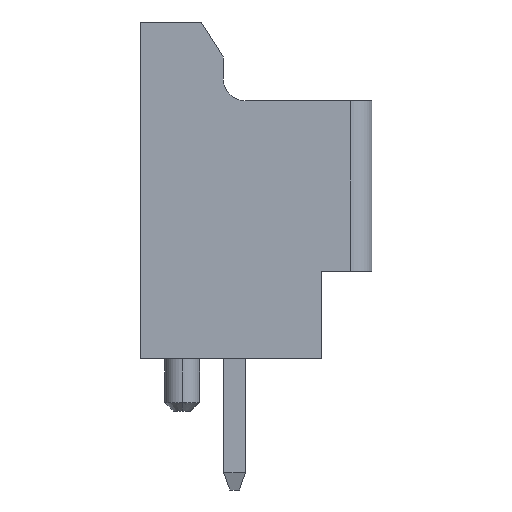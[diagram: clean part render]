
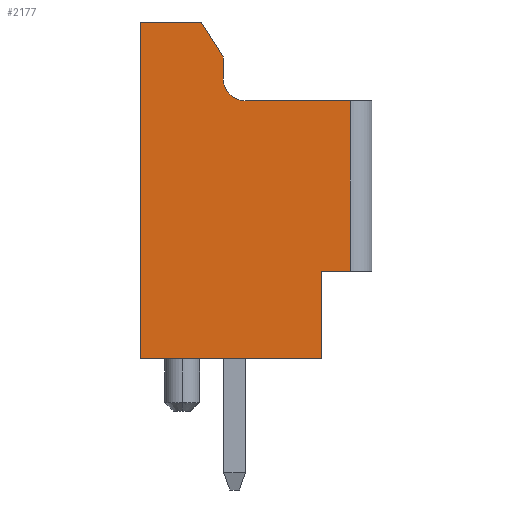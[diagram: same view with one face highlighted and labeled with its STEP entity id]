
A CAD part, left-side view. The second image highlights one B-rep face of the part: STEP entity #2177.
In plain terms, the highlighted planar face has unit normal (-1, 0, 0).
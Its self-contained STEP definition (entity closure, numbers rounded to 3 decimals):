
#620 = ORIENTED_EDGE ( 'NONE', *, *, #3663, .F. ) ;
#626 = PLANE ( 'NONE',  #838 ) ;
#838 = AXIS2_PLACEMENT_3D ( 'NONE', #2842, #9662, #1272 ) ;
#1128 = VERTEX_POINT ( 'NONE', #7925 ) ;
#1272 = DIRECTION ( 'NONE',  ( 0., 0., 1. ) ) ;
#1360 = LINE ( 'NONE', #9537, #21090 ) ;
#1435 = DIRECTION ( 'NONE',  ( 0., -1., 0. ) ) ;
#1668 = CARTESIAN_POINT ( 'NONE',  ( -7., -2.15, 5.9 ) ) ;
#1787 = ORIENTED_EDGE ( 'NONE', *, *, #12171, .F. ) ;
#2119 = LINE ( 'NONE', #8752, #19382 ) ;
#2177 = ADVANCED_FACE ( 'NONE', ( #2195 ), #626, .F. ) ;
#2195 = FACE_OUTER_BOUND ( 'NONE', #20784, .T. ) ;
#2842 = CARTESIAN_POINT ( 'NONE',  ( -7., -2.65, 7.7 ) ) ;
#2901 = VECTOR ( 'NONE', #15099, 1000. ) ;
#3006 = CARTESIAN_POINT ( 'NONE',  ( -7., 0.75, 6.4 ) ) ;
#3585 = AXIS2_PLACEMENT_3D ( 'NONE', #3714, #12210, #8909 ) ;
#3611 = EDGE_CURVE ( 'NONE', #18816, #9042, #16855, .T. ) ;
#3663 = EDGE_CURVE ( 'NONE', #19047, #13082, #11994, .T. ) ;
#3714 = CARTESIAN_POINT ( 'NONE',  ( -7., 0.25, 6.4 ) ) ;
#4295 = CARTESIAN_POINT ( 'NONE',  ( -7., 2.65, 0. ) ) ;
#4431 = ORIENTED_EDGE ( 'NONE', *, *, #6922, .F. ) ;
#5273 = VECTOR ( 'NONE', #1435, 1000. ) ;
#5343 = ORIENTED_EDGE ( 'NONE', *, *, #20631, .T. ) ;
#5375 = VERTEX_POINT ( 'NONE', #8258 ) ;
#5398 = ORIENTED_EDGE ( 'NONE', *, *, #3611, .T. ) ;
#5536 = VECTOR ( 'NONE', #19216, 1000. ) ;
#6624 = EDGE_CURVE ( 'NONE', #18816, #1128, #20042, .T. ) ;
#6715 = CARTESIAN_POINT ( 'NONE',  ( -7., -1.49, 0. ) ) ;
#6922 = EDGE_CURVE ( 'NONE', #16209, #12667, #16569, .T. ) ;
#7700 = ORIENTED_EDGE ( 'NONE', *, *, #9298, .T. ) ;
#7788 = DIRECTION ( 'NONE',  ( 0., -1., 0. ) ) ;
#7925 = CARTESIAN_POINT ( 'NONE',  ( -7., 1.25, 7.7 ) ) ;
#8163 = CARTESIAN_POINT ( 'NONE',  ( -7., 0.25, 5.9 ) ) ;
#8258 = CARTESIAN_POINT ( 'NONE',  ( -7., -2.15, 2. ) ) ;
#8319 = CARTESIAN_POINT ( 'NONE',  ( -7., -2.65, 7.7 ) ) ;
#8624 = EDGE_CURVE ( 'NONE', #13262, #18417, #2119, .T. ) ;
#8752 = CARTESIAN_POINT ( 'NONE',  ( -7., 0.75, 7.7 ) ) ;
#8909 = DIRECTION ( 'NONE',  ( 0., 0., 1. ) ) ;
#9042 = VERTEX_POINT ( 'NONE', #4295 ) ;
#9298 = EDGE_CURVE ( 'NONE', #9042, #13082, #12995, .T. ) ;
#9537 = CARTESIAN_POINT ( 'NONE',  ( -7., -2.15, 7.7 ) ) ;
#9662 = DIRECTION ( 'NONE',  ( 1., 0., 0. ) ) ;
#9827 = CARTESIAN_POINT ( 'NONE',  ( -7., -2.65, 5.9 ) ) ;
#10524 = ORIENTED_EDGE ( 'NONE', *, *, #19195, .T. ) ;
#10576 = LINE ( 'NONE', #12467, #5536 ) ;
#11400 = DIRECTION ( 'NONE',  ( 0., 0., 1. ) ) ;
#11885 = CARTESIAN_POINT ( 'NONE',  ( -7., -1.49, 2. ) ) ;
#11994 = LINE ( 'NONE', #16970, #2901 ) ;
#12171 = EDGE_CURVE ( 'NONE', #5375, #19047, #10576, .T. ) ;
#12210 = DIRECTION ( 'NONE',  ( 1., 0., 0. ) ) ;
#12463 = LINE ( 'NONE', #19210, #18114 ) ;
#12467 = CARTESIAN_POINT ( 'NONE',  ( -7., -2.65, 2. ) ) ;
#12667 = VERTEX_POINT ( 'NONE', #1668 ) ;
#12995 = LINE ( 'NONE', #18102, #13963 ) ;
#13082 = VERTEX_POINT ( 'NONE', #6715 ) ;
#13102 = CIRCLE ( 'NONE', #3585, 0.5 ) ;
#13262 = VERTEX_POINT ( 'NONE', #20516 ) ;
#13810 = EDGE_CURVE ( 'NONE', #1128, #13262, #12463, .T. ) ;
#13963 = VECTOR ( 'NONE', #7788, 1000. ) ;
#14009 = CARTESIAN_POINT ( 'NONE',  ( -7., 2.65, 7.7 ) ) ;
#15066 = DIRECTION ( 'NONE',  ( 0., -1., 0. ) ) ;
#15099 = DIRECTION ( 'NONE',  ( 0., 0., -1. ) ) ;
#15309 = DIRECTION ( 'NONE',  ( 0., 0., -1. ) ) ;
#15483 = DIRECTION ( 'NONE',  ( 0., 0., -1. ) ) ;
#16209 = VERTEX_POINT ( 'NONE', #8163 ) ;
#16317 = VECTOR ( 'NONE', #15066, 1000. ) ;
#16569 = LINE ( 'NONE', #9827, #5273 ) ;
#16658 = ORIENTED_EDGE ( 'NONE', *, *, #6624, .F. ) ;
#16696 = DIRECTION ( 'NONE',  ( 0., -0.53, -0.848 ) ) ;
#16855 = LINE ( 'NONE', #21811, #17741 ) ;
#16970 = CARTESIAN_POINT ( 'NONE',  ( -7., -1.49, 7.7 ) ) ;
#17741 = VECTOR ( 'NONE', #15309, 1000. ) ;
#17971 = ORIENTED_EDGE ( 'NONE', *, *, #8624, .F. ) ;
#18102 = CARTESIAN_POINT ( 'NONE',  ( -7., -2.65, 0. ) ) ;
#18114 = VECTOR ( 'NONE', #16696, 1000. ) ;
#18417 = VERTEX_POINT ( 'NONE', #3006 ) ;
#18816 = VERTEX_POINT ( 'NONE', #14009 ) ;
#19047 = VERTEX_POINT ( 'NONE', #11885 ) ;
#19195 = EDGE_CURVE ( 'NONE', #5375, #12667, #1360, .T. ) ;
#19210 = CARTESIAN_POINT ( 'NONE',  ( -7., 0.154, 5.947 ) ) ;
#19216 = DIRECTION ( 'NONE',  ( 0., 1., 0. ) ) ;
#19382 = VECTOR ( 'NONE', #15483, 1000. ) ;
#19478 = ORIENTED_EDGE ( 'NONE', *, *, #13810, .F. ) ;
#20042 = LINE ( 'NONE', #8319, #16317 ) ;
#20516 = CARTESIAN_POINT ( 'NONE',  ( -7., 0.75, 6.9 ) ) ;
#20631 = EDGE_CURVE ( 'NONE', #16209, #18417, #13102, .T. ) ;
#20784 = EDGE_LOOP ( 'NONE', ( #1787, #10524, #4431, #5343, #17971, #19478, #16658, #5398, #7700, #620 ) ) ;
#21090 = VECTOR ( 'NONE', #11400, 1000. ) ;
#21811 = CARTESIAN_POINT ( 'NONE',  ( -7., 2.65, 7.7 ) ) ;
